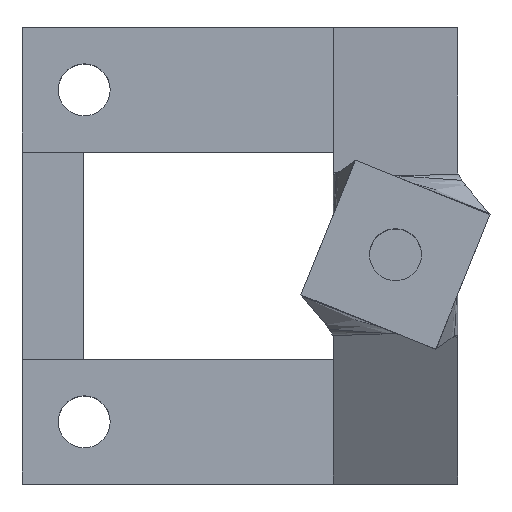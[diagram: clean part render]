
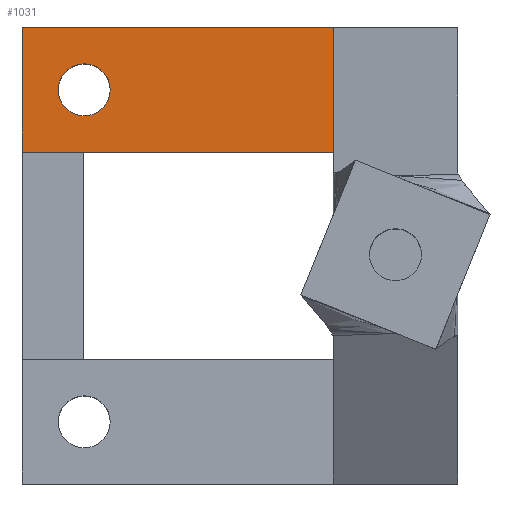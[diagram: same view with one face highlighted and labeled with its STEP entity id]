
A CAD part, top view. The second image highlights one B-rep face of the part: STEP entity #1031.
In plain terms, the highlighted planar face has unit normal (0, 0, 1).
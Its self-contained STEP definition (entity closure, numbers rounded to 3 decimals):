
#18=FACE_BOUND('',#329,.T.);
#25=CIRCLE('',#1083,1.25);
#51=PLANE('',#1084);
#66=LINE('',#1841,#150);
#103=LINE('',#2293,#187);
#135=LINE('',#2363,#219);
#136=LINE('',#2364,#220);
#150=VECTOR('',#1105,10.);
#187=VECTOR('',#1168,10.);
#219=VECTOR('',#1234,10.);
#220=VECTOR('',#1235,10.);
#272=FACE_OUTER_BOUND('',#328,.T.);
#328=EDGE_LOOP('',(#926,#927,#928,#929));
#329=EDGE_LOOP('',(#930));
#440=VERTEX_POINT('',#1763);
#444=VERTEX_POINT('',#1840);
#481=VERTEX_POINT('',#2292);
#501=VERTEX_POINT('',#2358);
#502=VERTEX_POINT('',#2362);
#558=EDGE_CURVE('',#440,#444,#66,.T.);
#614=EDGE_CURVE('',#444,#481,#103,.T.);
#649=EDGE_CURVE('',#501,#501,#25,.T.);
#650=EDGE_CURVE('',#440,#502,#135,.T.);
#651=EDGE_CURVE('',#481,#502,#136,.T.);
#926=ORIENTED_EDGE('',*,*,#558,.F.);
#927=ORIENTED_EDGE('',*,*,#650,.T.);
#928=ORIENTED_EDGE('',*,*,#651,.F.);
#929=ORIENTED_EDGE('',*,*,#614,.F.);
#930=ORIENTED_EDGE('',*,*,#649,.T.);
#1031=ADVANCED_FACE('',(#272,#18),#51,.T.);
#1083=AXIS2_PLACEMENT_3D('',#2360,#1230,#1231);
#1084=AXIS2_PLACEMENT_3D('',#2361,#1232,#1233);
#1105=DIRECTION('',(0.,-1.,0.));
#1168=DIRECTION('',(-1.,0.,0.));
#1230=DIRECTION('center_axis',(0.,0.,-1.));
#1231=DIRECTION('ref_axis',(0.,1.,0.));
#1232=DIRECTION('center_axis',(0.,0.,1.));
#1233=DIRECTION('ref_axis',(0.,1.,0.));
#1234=DIRECTION('',(-1.,0.,0.));
#1235=DIRECTION('',(0.,1.,0.));
#1763=CARTESIAN_POINT('',(-24.442,-1.308,-40.));
#1840=CARTESIAN_POINT('',(-24.442,-7.308,-40.));
#1841=CARTESIAN_POINT('',(-24.442,-15.308,-40.));
#2292=CARTESIAN_POINT('',(-39.442,-7.308,-40.));
#2293=CARTESIAN_POINT('',(-24.442,-7.308,-40.));
#2358=CARTESIAN_POINT('',(-36.442,-5.558,-40.));
#2360=CARTESIAN_POINT('Origin',(-36.442,-4.308,-40.));
#2361=CARTESIAN_POINT('Origin',(-24.442,-7.308,-40.));
#2362=CARTESIAN_POINT('',(-39.442,-1.308,-40.));
#2363=CARTESIAN_POINT('',(-24.442,-1.308,-40.));
#2364=CARTESIAN_POINT('',(-39.442,-23.308,-40.));
